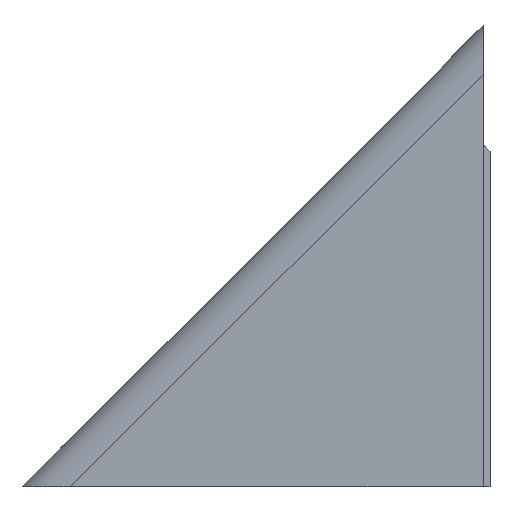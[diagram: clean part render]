
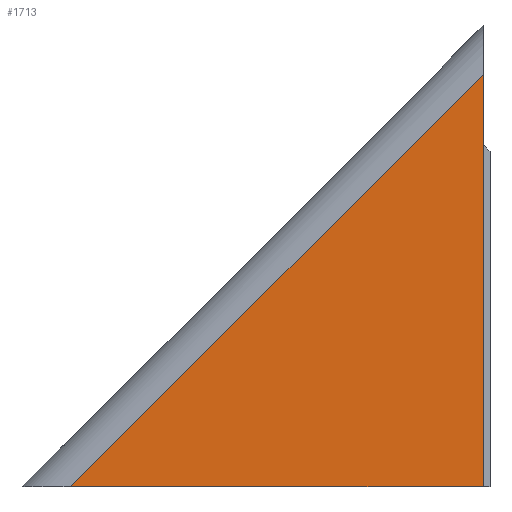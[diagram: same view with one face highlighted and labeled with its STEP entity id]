
A CAD part, left-side view. The second image highlights one B-rep face of the part: STEP entity #1713.
In plain terms, the highlighted planar face has unit normal (-1, 0, 0).
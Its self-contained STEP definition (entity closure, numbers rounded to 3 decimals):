
#269=FACE_OUTER_BOUND('',#373,.T.);
#373=EDGE_LOOP('',(#1574,#1575,#1576,#1577,#1578));
#379=LINE('',#2160,#525);
#383=LINE('',#2166,#529);
#395=LINE('',#2194,#541);
#396=LINE('',#2201,#542);
#504=LINE('',#3132,#650);
#525=VECTOR('',#1829,10.);
#529=VECTOR('',#1835,10.);
#541=VECTOR('',#1853,10.);
#542=VECTOR('',#1860,10.);
#650=VECTOR('',#2104,10.);
#671=VERTEX_POINT('',#2158);
#672=VERTEX_POINT('',#2159);
#673=VERTEX_POINT('',#2164);
#686=VERTEX_POINT('',#2192);
#689=VERTEX_POINT('',#2200);
#837=EDGE_CURVE('',#671,#672,#379,.T.);
#841=EDGE_CURVE('',#672,#673,#383,.T.);
#855=EDGE_CURVE('',#686,#673,#395,.T.);
#858=EDGE_CURVE('',#671,#689,#396,.T.);
#1066=EDGE_CURVE('',#689,#686,#504,.T.);
#1574=ORIENTED_EDGE('',*,*,#841,.T.);
#1575=ORIENTED_EDGE('',*,*,#855,.F.);
#1576=ORIENTED_EDGE('',*,*,#1066,.F.);
#1577=ORIENTED_EDGE('',*,*,#858,.F.);
#1578=ORIENTED_EDGE('',*,*,#837,.T.);
#1623=PLANE('',#1817);
#1713=ADVANCED_FACE('',(#269),#1623,.F.);
#1817=AXIS2_PLACEMENT_3D('',#3166,#2143,#2144);
#1829=DIRECTION('',(0.,0.,1.));
#1835=DIRECTION('',(0.,-1.,0.));
#1853=DIRECTION('',(0.,0.,-1.));
#1860=DIRECTION('',(0.,1.,0.));
#2104=DIRECTION('',(0.,-0.707,0.707));
#2143=DIRECTION('center_axis',(1.,0.,0.));
#2144=DIRECTION('ref_axis',(0.,0.,-1.));
#2158=CARTESIAN_POINT('',(-200.01,-100.67,-311.725));
#2159=CARTESIAN_POINT('',(-200.01,-100.67,-263.425));
#2160=CARTESIAN_POINT('',(-200.01,-100.67,-262.575));
#2164=CARTESIAN_POINT('',(-200.01,-100.68,-263.425));
#2166=CARTESIAN_POINT('',(-200.01,-85.675,-263.425));
#2192=CARTESIAN_POINT('',(-200.01,-100.68,-222.332));
#2194=CARTESIAN_POINT('',(-200.01,-100.68,-261.725));
#2200=CARTESIAN_POINT('',(-200.01,-11.287,-311.725));
#2201=CARTESIAN_POINT('',(-200.01,-50.68,-311.725));
#3132=CARTESIAN_POINT('',(-200.01,-80.983,-242.028));
#3166=CARTESIAN_POINT('Origin',(-200.01,-50.68,-261.725));
